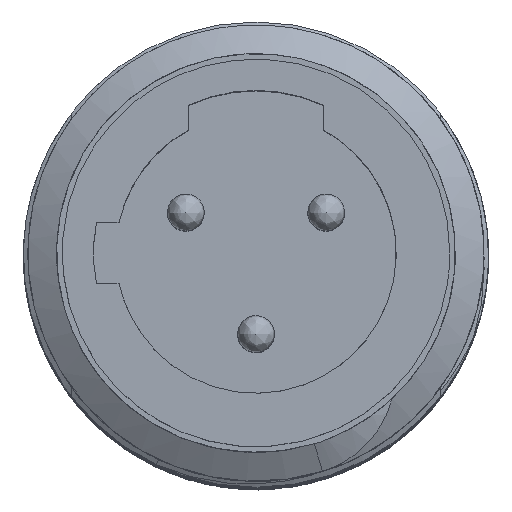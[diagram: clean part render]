
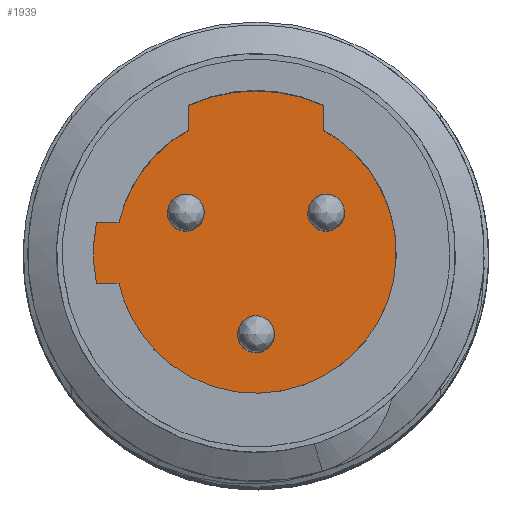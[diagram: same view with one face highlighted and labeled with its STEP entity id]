
A CAD part, top view. The second image highlights one B-rep face of the part: STEP entity #1939.
In plain terms, the highlighted free-form (B-spline) face has degree [1, 1] with [2, 2] control points.
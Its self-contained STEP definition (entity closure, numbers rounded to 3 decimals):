
#1631=CARTESIAN_POINT('',(-4.322,0.825,41.1));
#1632=VERTEX_POINT('',#1631);
#1649=CARTESIAN_POINT('',(-4.322,-0.825,41.1));
#1650=VERTEX_POINT('',#1649);
#1656=CARTESIAN_POINT('',(-4.322,-0.825,41.1));
#1657=CARTESIAN_POINT('',(-4.479,0.,41.1));
#1658=CARTESIAN_POINT('',(-4.322,0.825,41.1));
#1659=(BOUNDED_CURVE()B_SPLINE_CURVE(2,(#1656,#1657,#1658),.CIRCULAR_ARC.,.F.,.U.)B_SPLINE_CURVE_WITH_KNOTS((3,3),(0.,1.),.UNSPECIFIED.)CURVE()GEOMETRIC_REPRESENTATION_ITEM()RATIONAL_B_SPLINE_CURVE((1.,0.982,1.))REPRESENTATION_ITEM(''));
#1660=EDGE_CURVE('',#1650,#1632,#1659,.T.);
#1670=CARTESIAN_POINT('',(-3.709,0.825,41.1));
#1671=VERTEX_POINT('',#1670);
#1672=CARTESIAN_POINT('',(-4.322,0.825,41.1));
#1673=CARTESIAN_POINT('',(-3.709,0.825,41.1));
#1674=B_SPLINE_CURVE_WITH_KNOTS('',1,(#1672,#1673),.POLYLINE_FORM.,.F.,.U.,(2,2),(0.754,1.),.UNSPECIFIED.);
#1675=EDGE_CURVE('',#1632,#1671,#1674,.T.);
#1700=CARTESIAN_POINT('',(-1.833,3.329,41.1));
#1701=VERTEX_POINT('',#1700);
#1702=CARTESIAN_POINT('',(-3.709,0.825,41.1));
#1703=CARTESIAN_POINT('',(-3.337,2.501,41.1));
#1704=CARTESIAN_POINT('',(-1.833,3.329,41.1));
#1705=(BOUNDED_CURVE()B_SPLINE_CURVE(2,(#1702,#1703,#1704),.CIRCULAR_ARC.,.F.,.U.)B_SPLINE_CURVE_WITH_KNOTS((3,3),(0.83,0.96),.UNSPECIFIED.)CURVE()GEOMETRIC_REPRESENTATION_ITEM()RATIONAL_B_SPLINE_CURVE((0.895,0.747,0.75))REPRESENTATION_ITEM(''));
#1706=EDGE_CURVE('',#1671,#1701,#1705,.T.);
#1730=CARTESIAN_POINT('',(-1.833,4.,41.1));
#1731=VERTEX_POINT('',#1730);
#1745=CARTESIAN_POINT('',(-1.833,3.329,41.1));
#1746=CARTESIAN_POINT('',(-1.833,4.,41.1));
#1747=B_SPLINE_CURVE_WITH_KNOTS('',1,(#1745,#1746),.POLYLINE_FORM.,.F.,.U.,(2,2),(0.,0.211),.UNSPECIFIED.);
#1748=EDGE_CURVE('',#1701,#1731,#1747,.T.);
#1760=CARTESIAN_POINT('',(1.833,4.,41.1));
#1761=VERTEX_POINT('',#1760);
#1777=CARTESIAN_POINT('',(-1.833,4.,41.1));
#1778=CARTESIAN_POINT('',(0.,4.84,41.1));
#1779=CARTESIAN_POINT('',(1.833,4.,41.1));
#1780=(BOUNDED_CURVE()B_SPLINE_CURVE(2,(#1777,#1778,#1779),.CIRCULAR_ARC.,.F.,.U.)B_SPLINE_CURVE_WITH_KNOTS((3,3),(0.,1.),.UNSPECIFIED.)CURVE()GEOMETRIC_REPRESENTATION_ITEM()RATIONAL_B_SPLINE_CURVE((1.,0.909,1.))REPRESENTATION_ITEM(''));
#1781=EDGE_CURVE('',#1731,#1761,#1780,.T.);
#1791=CARTESIAN_POINT('',(1.833,3.329,41.1));
#1792=VERTEX_POINT('',#1791);
#1793=CARTESIAN_POINT('',(1.833,4.,41.1));
#1794=CARTESIAN_POINT('',(1.833,3.329,41.1));
#1795=B_SPLINE_CURVE_WITH_KNOTS('',1,(#1793,#1794),.POLYLINE_FORM.,.F.,.U.,(2,2),(0.789,1.),.UNSPECIFIED.);
#1796=EDGE_CURVE('',#1761,#1792,#1795,.T.);
#1829=CARTESIAN_POINT('',(-3.709,-0.825,41.1));
#1830=VERTEX_POINT('',#1829);
#1831=CARTESIAN_POINT('',(1.833,3.329,41.1));
#1832=CARTESIAN_POINT('',(1.867,3.31,41.1));
#1833=CARTESIAN_POINT('',(1.9,3.291,41.1));
#1834=CARTESIAN_POINT('',(7.6,0.,41.1));
#1835=CARTESIAN_POINT('',(1.9,-3.291,41.1));
#1836=CARTESIAN_POINT('',(-2.585,-5.88,41.1));
#1837=CARTESIAN_POINT('',(-3.709,-0.825,41.1));
#1838=(BOUNDED_CURVE()B_SPLINE_CURVE(2,(#1831,#1832,#1833,#1834,#1835,#1836,#1837),.CIRCULAR_ARC.,.F.,.U.)B_SPLINE_CURVE_WITH_KNOTS((3,2,2,3),(0.04,0.044,0.377,0.671),.UNSPECIFIED.)CURVE()GEOMETRIC_REPRESENTATION_ITEM()RATIONAL_B_SPLINE_CURVE((0.989,0.994,1.,0.5,1.,0.56,0.895))REPRESENTATION_ITEM(''));
#1839=EDGE_CURVE('',#1792,#1830,#1838,.T.);
#1874=CARTESIAN_POINT('',(-3.709,-0.825,41.1));
#1875=CARTESIAN_POINT('',(-4.322,-0.825,41.1));
#1876=B_SPLINE_CURVE_WITH_KNOTS('',1,(#1874,#1875),.POLYLINE_FORM.,.F.,.U.,(2,2),(0.,0.246),.UNSPECIFIED.);
#1877=EDGE_CURVE('',#1830,#1650,#1876,.T.);
#1882=CARTESIAN_POINT('',(8.258,7.24,41.1));
#1883=CARTESIAN_POINT('',(8.258,-7.24,41.1));
#1884=CARTESIAN_POINT('',(-6.222,7.24,41.1));
#1885=CARTESIAN_POINT('',(-6.222,-7.24,41.1));
#1886=B_SPLINE_SURFACE_WITH_KNOTS('',1,1,((#1882,#1883),(#1884,#1885)),.PLANE_SURF.,.F.,.F.,.U.,(2,2),(2,2),(0.,1.),(0.,1.),.UNSPECIFIED.);
#1887=ORIENTED_EDGE('',*,*,#1706,.F.);
#1888=ORIENTED_EDGE('',*,*,#1675,.F.);
#1889=ORIENTED_EDGE('',*,*,#1660,.F.);
#1890=ORIENTED_EDGE('',*,*,#1877,.F.);
#1891=ORIENTED_EDGE('',*,*,#1839,.F.);
#1892=ORIENTED_EDGE('',*,*,#1796,.F.);
#1893=ORIENTED_EDGE('',*,*,#1781,.F.);
#1894=ORIENTED_EDGE('',*,*,#1748,.F.);
#1895=EDGE_LOOP('',(#1887,#1888,#1889,#1890,#1891,#1892,#1893,#1894));
#1896=FACE_OUTER_BOUND('',#1895,.T.);
#1897=CARTESIAN_POINT('',(-2.4,1.097,41.1));
#1898=VERTEX_POINT('',#1897);
#1899=CARTESIAN_POINT('',(-2.4,1.097,41.1));
#1900=CARTESIAN_POINT('',(-2.4,1.963,41.1));
#1901=CARTESIAN_POINT('',(-1.65,1.53,41.1));
#1902=CARTESIAN_POINT('',(-0.9,1.097,41.1));
#1903=CARTESIAN_POINT('',(-1.65,0.664,41.1));
#1904=CARTESIAN_POINT('',(-2.4,0.231,41.1));
#1905=CARTESIAN_POINT('',(-2.4,1.097,41.1));
#1906=(BOUNDED_CURVE()B_SPLINE_CURVE(2,(#1899,#1900,#1901,#1902,#1903,#1904,#1905),.CIRCULAR_ARC.,.T.,.U.)B_SPLINE_CURVE_WITH_KNOTS((3,2,2,3),(0.,0.333,0.667,1.),.UNSPECIFIED.)CURVE()GEOMETRIC_REPRESENTATION_ITEM()RATIONAL_B_SPLINE_CURVE((1.,0.5,1.,0.5,1.,0.5,1.))REPRESENTATION_ITEM(''));
#1907=EDGE_CURVE('',#1898,#1898,#1906,.T.);
#1908=ORIENTED_EDGE('',*,*,#1907,.T.);
#1909=EDGE_LOOP('',(#1908));
#1910=FACE_BOUND('',#1909,.T.);
#1911=CARTESIAN_POINT('',(1.4,1.097,41.1));
#1912=VERTEX_POINT('',#1911);
#1913=CARTESIAN_POINT('',(1.4,1.097,41.1));
#1914=CARTESIAN_POINT('',(1.4,1.963,41.1));
#1915=CARTESIAN_POINT('',(2.15,1.53,41.1));
#1916=CARTESIAN_POINT('',(2.9,1.097,41.1));
#1917=CARTESIAN_POINT('',(2.15,0.664,41.1));
#1918=CARTESIAN_POINT('',(1.4,0.231,41.1));
#1919=CARTESIAN_POINT('',(1.4,1.097,41.1));
#1920=(BOUNDED_CURVE()B_SPLINE_CURVE(2,(#1913,#1914,#1915,#1916,#1917,#1918,#1919),.CIRCULAR_ARC.,.T.,.U.)B_SPLINE_CURVE_WITH_KNOTS((3,2,2,3),(0.,0.333,0.667,1.),.UNSPECIFIED.)CURVE()GEOMETRIC_REPRESENTATION_ITEM()RATIONAL_B_SPLINE_CURVE((1.,0.5,1.,0.5,1.,0.5,1.))REPRESENTATION_ITEM(''));
#1921=EDGE_CURVE('',#1912,#1912,#1920,.T.);
#1922=ORIENTED_EDGE('',*,*,#1921,.T.);
#1923=EDGE_LOOP('',(#1922));
#1924=FACE_BOUND('',#1923,.T.);
#1925=CARTESIAN_POINT('',(-0.5,-2.194,41.1));
#1926=VERTEX_POINT('',#1925);
#1927=CARTESIAN_POINT('',(-0.5,-2.194,41.1));
#1928=CARTESIAN_POINT('',(-0.5,-1.328,41.1));
#1929=CARTESIAN_POINT('',(0.25,-1.761,41.1));
#1930=CARTESIAN_POINT('',(1.,-2.194,41.1));
#1931=CARTESIAN_POINT('',(0.25,-2.627,41.1));
#1932=CARTESIAN_POINT('',(-0.5,-3.06,41.1));
#1933=CARTESIAN_POINT('',(-0.5,-2.194,41.1));
#1934=(BOUNDED_CURVE()B_SPLINE_CURVE(2,(#1927,#1928,#1929,#1930,#1931,#1932,#1933),.CIRCULAR_ARC.,.T.,.U.)B_SPLINE_CURVE_WITH_KNOTS((3,2,2,3),(0.,0.333,0.667,1.),.UNSPECIFIED.)CURVE()GEOMETRIC_REPRESENTATION_ITEM()RATIONAL_B_SPLINE_CURVE((1.,0.5,1.,0.5,1.,0.5,1.))REPRESENTATION_ITEM(''));
#1935=EDGE_CURVE('',#1926,#1926,#1934,.T.);
#1936=ORIENTED_EDGE('',*,*,#1935,.T.);
#1937=EDGE_LOOP('',(#1936));
#1938=FACE_BOUND('',#1937,.T.);
#1939=ADVANCED_FACE('',(#1896,#1910,#1924,#1938),#1886,.T.);
